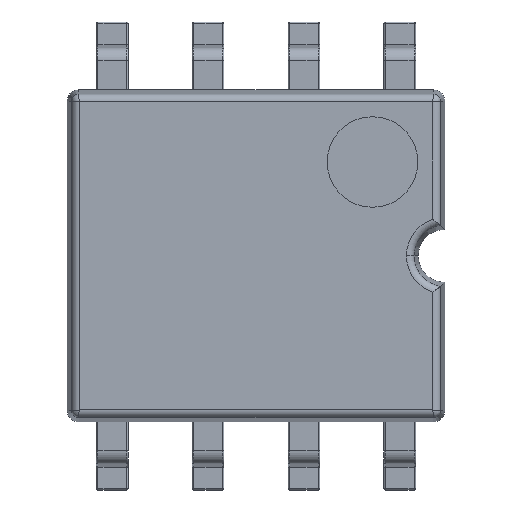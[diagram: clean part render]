
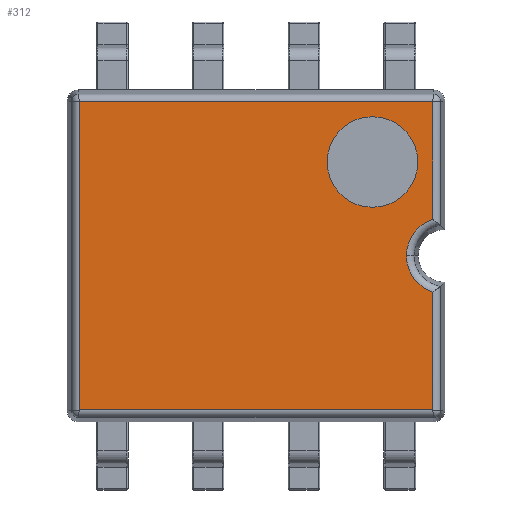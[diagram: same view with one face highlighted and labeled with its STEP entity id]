
A CAD part, top view. The second image highlights one B-rep face of the part: STEP entity #312.
In plain terms, the highlighted planar face has unit normal (0, 0, 1).
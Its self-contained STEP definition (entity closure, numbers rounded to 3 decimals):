
#312=ADVANCED_FACE('',(#729,#730),#731,.T.);
#729=FACE_OUTER_BOUND('',#3100,.T.);
#730=FACE_BOUND('',#3101,.T.);
#731=PLANE('',#3102);
#3100=EDGE_LOOP('',(#6544,#6545,#6546,#6547,#6548,#6549,#6550));
#3101=EDGE_LOOP('',(#6551,#6552));
#3102=AXIS2_PLACEMENT_3D('',#6553,#6554,#6555);
#6544=ORIENTED_EDGE('',*,*,#7142,.F.);
#6545=ORIENTED_EDGE('',*,*,#7143,.F.);
#6546=ORIENTED_EDGE('',*,*,#7144,.F.);
#6547=ORIENTED_EDGE('',*,*,#7145,.F.);
#6548=ORIENTED_EDGE('',*,*,#7146,.F.);
#6549=ORIENTED_EDGE('',*,*,#7147,.F.);
#6550=ORIENTED_EDGE('',*,*,#7135,.F.);
#6551=ORIENTED_EDGE('',*,*,#7141,.T.);
#6552=ORIENTED_EDGE('',*,*,#7137,.T.);
#6553=CARTESIAN_POINT('',(2.35,-2.05,0.75));
#6554=DIRECTION('',(-0.0,0.0,1.0));
#6555=DIRECTION('',(1.0,-0.0,0.0));
#7135=EDGE_CURVE('',#7884,#7882,#7886,.T.);
#7137=EDGE_CURVE('',#7890,#7887,#7891,.T.);
#7141=EDGE_CURVE('',#7887,#7890,#7896,.T.);
#7142=EDGE_CURVE('',#7897,#7884,#7898,.T.);
#7143=EDGE_CURVE('',#7899,#7897,#7900,.T.);
#7144=EDGE_CURVE('',#7901,#7899,#7902,.T.);
#7145=EDGE_CURVE('',#7903,#7901,#7904,.T.);
#7146=EDGE_CURVE('',#7905,#7903,#7906,.T.);
#7147=EDGE_CURVE('',#7882,#7905,#7907,.T.);
#7882=VERTEX_POINT('',#9033);
#7884=VERTEX_POINT('',#9035);
#7886=CIRCLE('',#9060,0.507);
#7887=VERTEX_POINT('',#9061);
#7890=VERTEX_POINT('',#9065);
#7891=CIRCLE('',#9066,0.6);
#7896=CIRCLE('',#9072,0.6);
#7897=VERTEX_POINT('',#9073);
#7898=LINE('',#9074,#9075);
#7899=VERTEX_POINT('',#9076);
#7900=LINE('',#9077,#9078);
#7901=VERTEX_POINT('',#9079);
#7902=LINE('',#9080,#9081);
#7903=VERTEX_POINT('',#9082);
#7904=LINE('',#9083,#9084);
#7905=VERTEX_POINT('',#9085);
#7906=LINE('',#9086,#9087);
#7907=CIRCLE('',#9088,0.507);
#9033=CARTESIAN_POINT('',(1.993,0.,0.75));
#9035=CARTESIAN_POINT('',(2.343,0.482,0.75));
#9060=AXIS2_PLACEMENT_3D('',#10031,#10032,#10033);
#9061=CARTESIAN_POINT('',(2.143,1.243,0.75));
#9065=CARTESIAN_POINT('',(0.943,1.243,0.75));
#9066=AXIS2_PLACEMENT_3D('',#10035,#10036,#10037);
#9072=AXIS2_PLACEMENT_3D('',#10045,#10046,#10047);
#9073=CARTESIAN_POINT('',(2.343,2.043,0.75));
#9074=CARTESIAN_POINT('',(2.343,-2.05,0.75));
#9075=VECTOR('',#10048,1.0);
#9076=CARTESIAN_POINT('',(-2.343,2.043,0.75));
#9077=CARTESIAN_POINT('',(2.35,2.043,0.75));
#9078=VECTOR('',#10049,1.0);
#9079=CARTESIAN_POINT('',(-2.343,-2.043,0.75));
#9080=CARTESIAN_POINT('',(-2.343,-2.05,0.75));
#9081=VECTOR('',#10050,1.0);
#9082=CARTESIAN_POINT('',(2.343,-2.043,0.75));
#9083=CARTESIAN_POINT('',(2.35,-2.043,0.75));
#9084=VECTOR('',#10051,1.0);
#9085=CARTESIAN_POINT('',(2.343,-0.482,0.75));
#9086=CARTESIAN_POINT('',(2.343,-2.05,0.75));
#9087=VECTOR('',#10052,1.0);
#9088=AXIS2_PLACEMENT_3D('',#10053,#10054,#10055);
#10031=CARTESIAN_POINT('',(2.5,0.,0.75));
#10032=DIRECTION('',(-0.0,0.0,1.0));
#10033=DIRECTION('',(1.0,-0.0,0.0));
#10035=CARTESIAN_POINT('',(1.543,1.243,0.75));
#10036=DIRECTION('',(0.0,0.0,-1.0));
#10037=DIRECTION('',(1.0,0.0,0.0));
#10045=CARTESIAN_POINT('',(1.543,1.243,0.75));
#10046=DIRECTION('',(0.0,0.0,-1.0));
#10047=DIRECTION('',(1.0,0.0,0.0));
#10048=DIRECTION('',(0.0,-1.0,0.0));
#10049=DIRECTION('',(1.0,-0.0,0.0));
#10050=DIRECTION('',(0.0,1.0,-0.0));
#10051=DIRECTION('',(-1.0,0.0,-0.0));
#10052=DIRECTION('',(0.0,-1.0,0.0));
#10053=CARTESIAN_POINT('',(2.5,0.,0.75));
#10054=DIRECTION('',(-0.0,0.0,1.0));
#10055=DIRECTION('',(1.0,-0.0,0.0));
